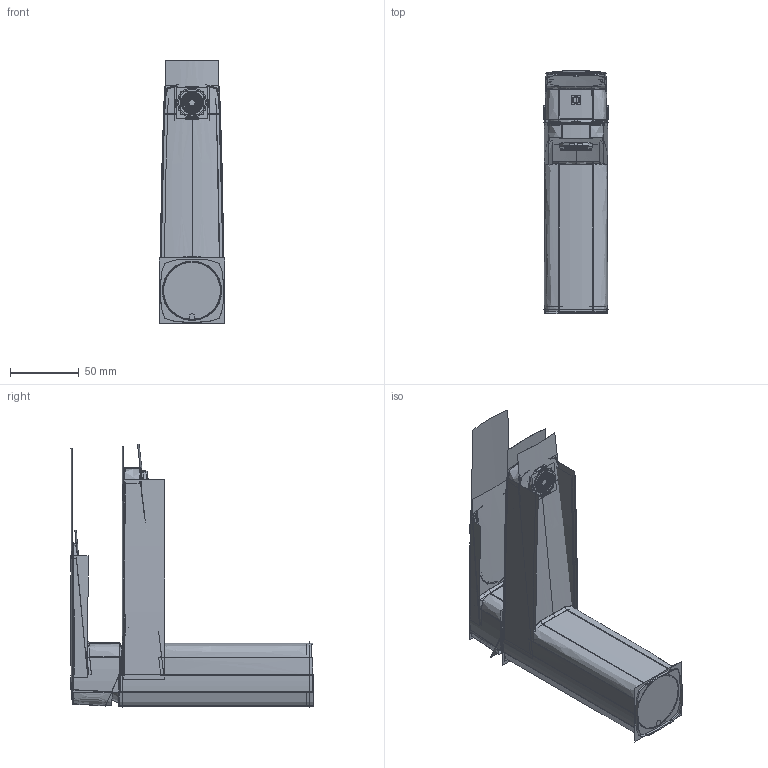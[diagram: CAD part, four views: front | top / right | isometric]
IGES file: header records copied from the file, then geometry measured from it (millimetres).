
Start section:  PTC IGES file: a42731_asm.igs
Global section: file name: a42731_asm.igs; native system: Creo Parametric by PTC Inc.; preprocessor: 2018300; author: sertac.ozeser; organization: Unknown; date: 20201127.113125; units: millimetre
Bounding box: 47.84 x 177.13 x 192.01 mm (x, y, z)
Surface area: 543922.9 mm2 (no closed solid volume)
Topology: 0 solids, 0 shells, 3838 faces, 55266 edges, 71209 vertices
Faces by surface type: bspline 3472, revolution 350, extrusion 16
